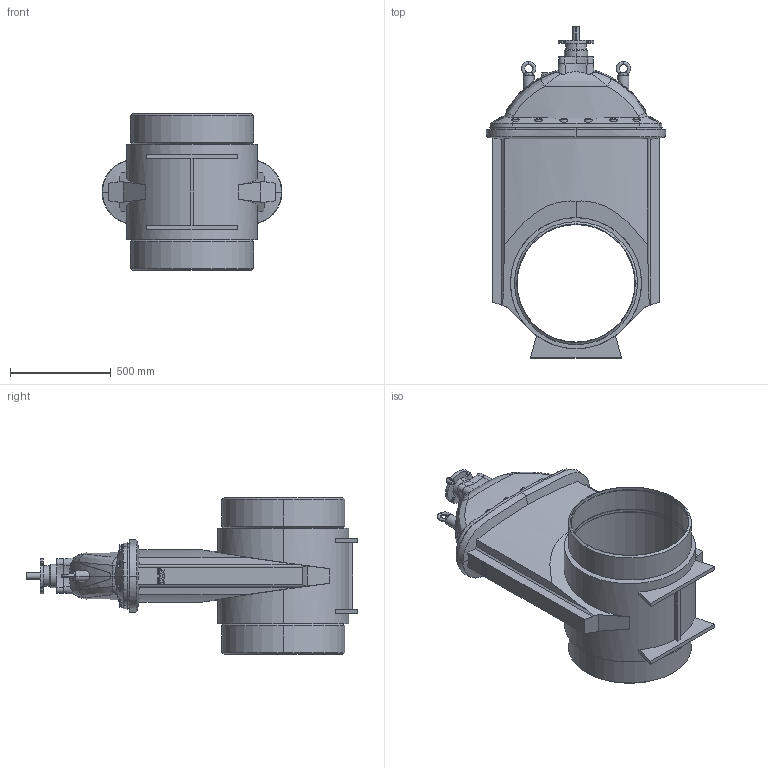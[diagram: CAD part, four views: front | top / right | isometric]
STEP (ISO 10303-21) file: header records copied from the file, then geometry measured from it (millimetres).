
FILE_DESCRIPTION (( 'STEP AP203' ), '1' );
FILE_NAME ('O_46_70_DN600_AA0_step.step', '2015-09-17T07:54:35', ( 'Windows User' ), ( 'AVK' ), 'SwSTEP 2.0', 'SolidWorks 2012', '' );
FILE_SCHEMA (( 'CONFIG_CONTROL_DESIGN' ));
Length unit declared in the file: millimetre
Products named in the file (1): O_46_70_DN600_AA0_step
Bounding box: 892 x 1646 x 776 mm (x, y, z)
Volume: 181784842 mm3; surface area: 5172324.6 mm2
Topology: 1 solids, 1 shells, 436 faces, 1149 edges, 739 vertices
Faces by surface type: cone 135, cylinder 125, plane 124, bspline 36, torus 16
Entity records: 20881 total; most frequent: CARTESIAN_POINT 10351, ORIENTED_EDGE 2298, DIRECTION 2080, EDGE_CURVE 1149, AXIS2_PLACEMENT_3D 818, VERTEX_POINT 739, EDGE_LOOP 466, VECTOR 444
